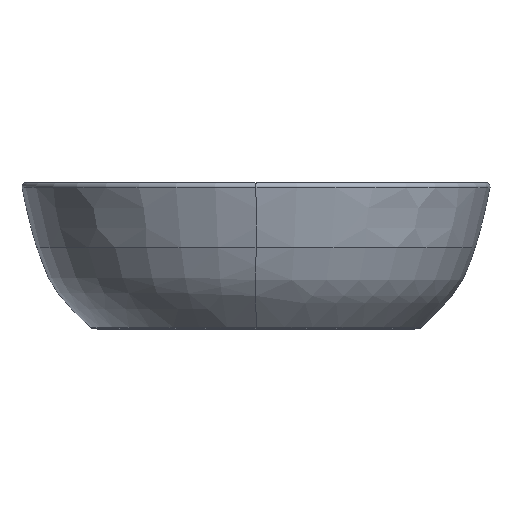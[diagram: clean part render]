
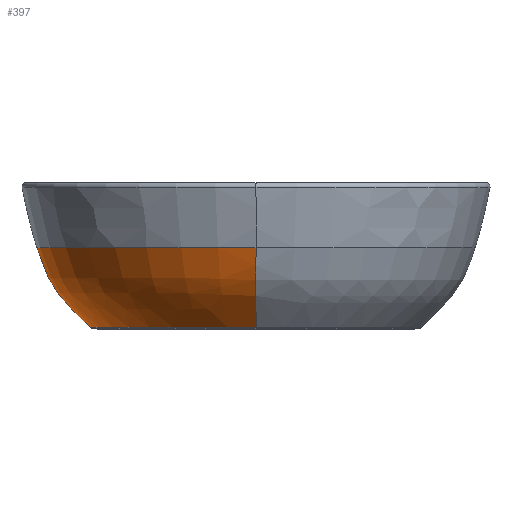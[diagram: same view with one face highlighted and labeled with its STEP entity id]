
A CAD part, left-side view. The second image highlights one B-rep face of the part: STEP entity #397.
In plain terms, the highlighted face is a revolution surface.
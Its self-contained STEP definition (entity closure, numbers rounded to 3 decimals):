
#42=SURFACE_OF_REVOLUTION('',#1748,#46);
#46=AXIS1_PLACEMENT('',#5746,#2060);
#195=CIRCLE('',#1825,201.553);
#197=CIRCLE('',#1827,152.464);
#397=ADVANCED_FACE('',(#519),#42,.T.);
#519=FACE_OUTER_BOUND('',#639,.T.);
#639=EDGE_LOOP('',(#1047,#1048,#1049,#1050));
#1047=ORIENTED_EDGE('',*,*,#1548,.T.);
#1048=ORIENTED_EDGE('',*,*,#1549,.T.);
#1049=ORIENTED_EDGE('',*,*,#1550,.T.);
#1050=ORIENTED_EDGE('',*,*,#1546,.F.);
#1321=VERTEX_POINT('',#5708);
#1322=VERTEX_POINT('',#5710);
#1323=VERTEX_POINT('',#5733);
#1324=VERTEX_POINT('',#5735);
#1546=EDGE_CURVE('',#1321,#1322,#195,.T.);
#1548=EDGE_CURVE('',#1321,#1323,#1746,.T.);
#1549=EDGE_CURVE('',#1323,#1324,#197,.T.);
#1550=EDGE_CURVE('',#1324,#1322,#1747,.T.);
#1746=B_SPLINE_CURVE_WITH_KNOTS('',3,(#5728,#5729,#5730,#5731,#5732),
 .UNSPECIFIED.,.F.,.F.,(4,1,4),(0.,0.793,1.),.UNSPECIFIED.);
#1747=B_SPLINE_CURVE_WITH_KNOTS('',3,(#5736,#5737,#5738,#5739,#5740),
 .UNSPECIFIED.,.F.,.F.,(4,1,4),(0.,0.207,1.),.UNSPECIFIED.);
#1748=B_SPLINE_CURVE_WITH_KNOTS('',3,(#5741,#5742,#5743,#5744,#5745),
 .UNSPECIFIED.,.F.,.F.,(4,1,4),(0.,0.627,1.),.UNSPECIFIED.);
#1825=AXIS2_PLACEMENT_3D('',#5709,#2054,#2055);
#1827=AXIS2_PLACEMENT_3D('',#5734,#2058,#2059);
#2054=DIRECTION('',(0.,0.,1.));
#2055=DIRECTION('',(-1.,0.,0.));
#2058=DIRECTION('',(0.,0.,1.));
#2059=DIRECTION('',(-1.,0.,0.));
#2060=DIRECTION('',(0.,0.,-1.));
#5708=CARTESIAN_POINT('',(0.,201.553,-60.));
#5709=CARTESIAN_POINT('',(0.,0.,-60.));
#5710=CARTESIAN_POINT('',(-201.553,0.,-60.));
#5728=CARTESIAN_POINT('',(0.,201.553,-60.));
#5729=CARTESIAN_POINT('',(0.,192.463,-89.59));
#5730=CARTESIAN_POINT('',(0.,181.87,-104.953));
#5731=CARTESIAN_POINT('',(0.,157.779,-128.052));
#5732=CARTESIAN_POINT('',(0.,152.464,-133.023));
#5733=CARTESIAN_POINT('',(0.,152.464,-133.023));
#5734=CARTESIAN_POINT('',(0.,0.,-133.023));
#5735=CARTESIAN_POINT('',(-152.464,0.,-133.023));
#5736=CARTESIAN_POINT('',(-152.464,0.,-133.023));
#5737=CARTESIAN_POINT('',(-157.779,0.,-128.052));
#5738=CARTESIAN_POINT('',(-181.87,0.,-104.953));
#5739=CARTESIAN_POINT('',(-192.463,0.,-89.59));
#5740=CARTESIAN_POINT('',(-201.553,0.,-60.));
#5741=CARTESIAN_POINT('',(201.553,0.,-60.));
#5742=CARTESIAN_POINT('',(192.463,0.,-89.59));
#5743=CARTESIAN_POINT('',(179.063,0.,-109.024));
#5744=CARTESIAN_POINT('',(144.064,0.,-140.836));
#5745=CARTESIAN_POINT('',(131.002,0.,-152.709));
#5746=CARTESIAN_POINT('',(0.,0.,0.));
